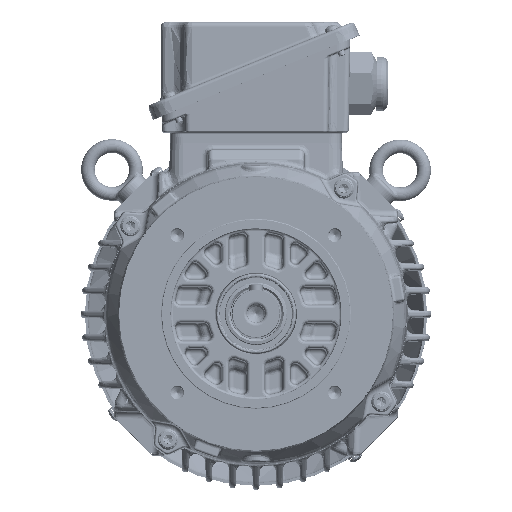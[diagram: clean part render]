
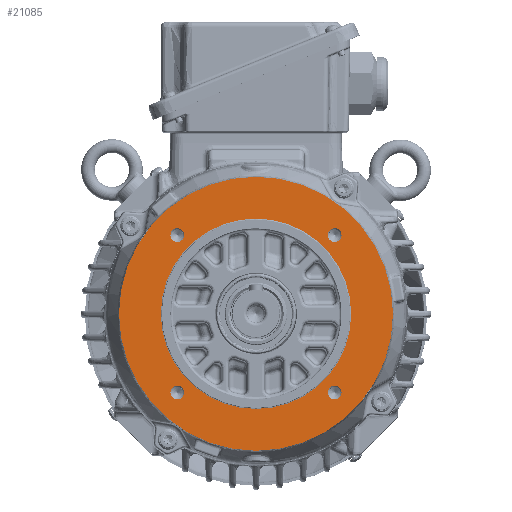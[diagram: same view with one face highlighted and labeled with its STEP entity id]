
A CAD part, top view. The second image highlights one B-rep face of the part: STEP entity #21085.
In plain terms, the highlighted planar face has unit normal (0, 0, 1).
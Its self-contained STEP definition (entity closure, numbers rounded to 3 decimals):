
#8422=PLANE('',#80744);
#9062=FACE_BOUND('',#29843,.T.);
#9063=FACE_BOUND('',#29844,.T.);
#9064=FACE_BOUND('',#29845,.T.);
#9065=FACE_BOUND('',#29846,.T.);
#9066=FACE_BOUND('',#29847,.T.);
#9067=FACE_BOUND('',#29848,.T.);
#21085=ADVANCED_FACE('',(#9062,#9063,#9064,#9065,#9066,#9067),#8422,.F.);
#29843=EDGE_LOOP('',(#48854));
#29844=EDGE_LOOP('',(#48855));
#29845=EDGE_LOOP('',(#48856));
#29846=EDGE_LOOP('',(#48857));
#29847=EDGE_LOOP('',(#48858));
#29848=EDGE_LOOP('',(#48859));
#48854=ORIENTED_EDGE('',*,*,#69082,.T.);
#48855=ORIENTED_EDGE('',*,*,#69083,.T.);
#48856=ORIENTED_EDGE('',*,*,#69084,.T.);
#48857=ORIENTED_EDGE('',*,*,#69085,.T.);
#48858=ORIENTED_EDGE('',*,*,#68073,.T.);
#48859=ORIENTED_EDGE('',*,*,#67969,.F.);
#56990=VERTEX_POINT('',#160758);
#57080=VERTEX_POINT('',#161763);
#57707=VERTEX_POINT('',#167431);
#57708=VERTEX_POINT('',#167433);
#57709=VERTEX_POINT('',#167435);
#57710=VERTEX_POINT('',#167437);
#67969=EDGE_CURVE('',#56990,#56990,#72995,.T.);
#68073=EDGE_CURVE('',#57080,#57080,#73031,.T.);
#69082=EDGE_CURVE('',#57707,#57707,#73514,.T.);
#69083=EDGE_CURVE('',#57708,#57708,#73515,.T.);
#69084=EDGE_CURVE('',#57709,#57709,#73516,.T.);
#69085=EDGE_CURVE('',#57710,#57710,#73517,.T.);
#72995=CIRCLE('',#79917,80.);
#73031=CIRCLE('',#79967,55.6);
#73514=CIRCLE('',#80740,4.);
#73515=CIRCLE('',#80741,4.);
#73516=CIRCLE('',#80742,4.);
#73517=CIRCLE('',#80743,4.);
#79917=AXIS2_PLACEMENT_3D('',#160757,#96512,#96513);
#79967=AXIS2_PLACEMENT_3D('',#161762,#96624,#96625);
#80740=AXIS2_PLACEMENT_3D('',#167430,#98318,#98319);
#80741=AXIS2_PLACEMENT_3D('',#167432,#98320,#98321);
#80742=AXIS2_PLACEMENT_3D('',#167434,#98322,#98323);
#80743=AXIS2_PLACEMENT_3D('',#167436,#98324,#98325);
#80744=AXIS2_PLACEMENT_3D('',#167438,#98326,#98327);
#96512=DIRECTION('',(0.,0.,-1.));
#96513=DIRECTION('',(-1.,0.,0.));
#96624=DIRECTION('',(0.,0.,-1.));
#96625=DIRECTION('',(-1.,0.,0.));
#98318=DIRECTION('',(0.,0.,-1.));
#98319=DIRECTION('',(-1.,0.,0.));
#98320=DIRECTION('',(0.,0.,-1.));
#98321=DIRECTION('',(-1.,0.,0.));
#98322=DIRECTION('',(0.,0.,-1.));
#98323=DIRECTION('',(-1.,0.,0.));
#98324=DIRECTION('',(0.,0.,-1.));
#98325=DIRECTION('',(-1.,0.,0.));
#98326=DIRECTION('',(0.,0.,-1.));
#98327=DIRECTION('',(-1.,0.,0.));
#160757=CARTESIAN_POINT('',(0.,0.,0.));
#160758=CARTESIAN_POINT('',(-80.,0.,0.));
#161762=CARTESIAN_POINT('',(0.,0.,0.));
#161763=CARTESIAN_POINT('',(-55.6,0.,0.));
#167430=CARTESIAN_POINT('',(45.962,-45.962,0.));
#167431=CARTESIAN_POINT('',(41.962,-45.962,0.));
#167432=CARTESIAN_POINT('',(-45.962,-45.962,0.));
#167433=CARTESIAN_POINT('',(-49.962,-45.962,0.));
#167434=CARTESIAN_POINT('',(-45.962,45.962,0.));
#167435=CARTESIAN_POINT('',(-49.962,45.962,0.));
#167436=CARTESIAN_POINT('',(45.962,45.962,0.));
#167437=CARTESIAN_POINT('',(41.962,45.962,0.));
#167438=CARTESIAN_POINT('',(0.,55.,0.));
